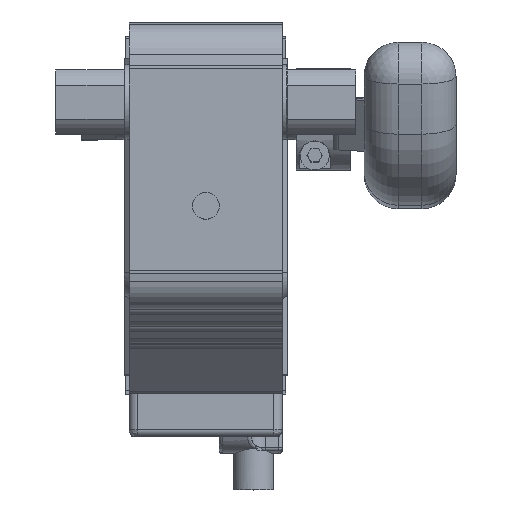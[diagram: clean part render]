
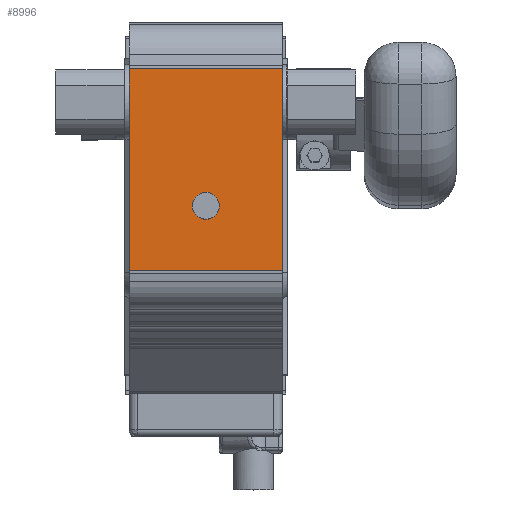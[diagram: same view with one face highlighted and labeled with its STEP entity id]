
A CAD part, top view. The second image highlights one B-rep face of the part: STEP entity #8996.
In plain terms, the highlighted planar face has unit normal (0, 0, 1).
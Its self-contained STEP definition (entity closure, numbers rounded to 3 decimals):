
#234=FACE_BOUND('',#1743,.T.);
#235=FACE_BOUND('',#1744,.T.);
#724=CIRCLE('',#9716,3.95);
#1743=EDGE_LOOP('',(#7236));
#1744=EDGE_LOOP('',(#7237,#7238,#7239,#7240));
#2472=LINE('',#14508,#3255);
#2492=LINE('',#14574,#3275);
#2493=LINE('',#14578,#3276);
#2494=LINE('',#14579,#3277);
#3255=VECTOR('',#11691,59.252);
#3275=VECTOR('',#11753,45.);
#3276=VECTOR('',#11758,45.);
#3277=VECTOR('',#11759,59.252);
#4077=VERTEX_POINT('',#14229);
#4167=VERTEX_POINT('',#14505);
#4168=VERTEX_POINT('',#14507);
#4193=VERTEX_POINT('',#14573);
#4194=VERTEX_POINT('',#14577);
#5123=EDGE_CURVE('',#4077,#4077,#724,.T.);
#5255=EDGE_CURVE('',#4168,#4167,#2472,.T.);
#5287=EDGE_CURVE('',#4168,#4193,#2492,.T.);
#5289=EDGE_CURVE('',#4167,#4194,#2493,.T.);
#5290=EDGE_CURVE('',#4194,#4193,#2494,.T.);
#7236=ORIENTED_EDGE('',*,*,#5123,.T.);
#7237=ORIENTED_EDGE('',*,*,#5255,.T.);
#7238=ORIENTED_EDGE('',*,*,#5289,.T.);
#7239=ORIENTED_EDGE('',*,*,#5290,.T.);
#7240=ORIENTED_EDGE('',*,*,#5287,.F.);
#8603=PLANE('',#9806);
#8996=ADVANCED_FACE('',(#234,#235),#8603,.T.);
#9716=AXIS2_PLACEMENT_3D('',#14230,#11457,#11458);
#9806=AXIS2_PLACEMENT_3D('',#14576,#11756,#11757);
#11457=DIRECTION('center_axis',(0.,0.,-1.));
#11458=DIRECTION('ref_axis',(-1.,0.,0.));
#11691=DIRECTION('',(0.,1.,0.));
#11753=DIRECTION('',(-1.,0.,0.));
#11756=DIRECTION('center_axis',(0.,0.,1.));
#11757=DIRECTION('ref_axis',(0.,-1.,0.));
#11758=DIRECTION('',(-1.,0.,0.));
#11759=DIRECTION('',(0.,-1.,0.));
#14229=CARTESIAN_POINT('',(3.95,-30.5,51.5));
#14230=CARTESIAN_POINT('Origin',(0.,-30.5,51.5));
#14505=CARTESIAN_POINT('',(22.5,9.689,51.5));
#14507=CARTESIAN_POINT('',(22.5,-49.563,51.5));
#14508=CARTESIAN_POINT('',(22.5,4.845,51.5));
#14573=CARTESIAN_POINT('',(-22.5,-49.563,51.5));
#14574=CARTESIAN_POINT('',(0.,-49.563,51.5));
#14576=CARTESIAN_POINT('Origin',(0.,9.689,51.5));
#14577=CARTESIAN_POINT('',(-22.5,9.689,51.5));
#14578=CARTESIAN_POINT('',(0.,9.689,51.5));
#14579=CARTESIAN_POINT('',(-22.5,4.845,51.5));
